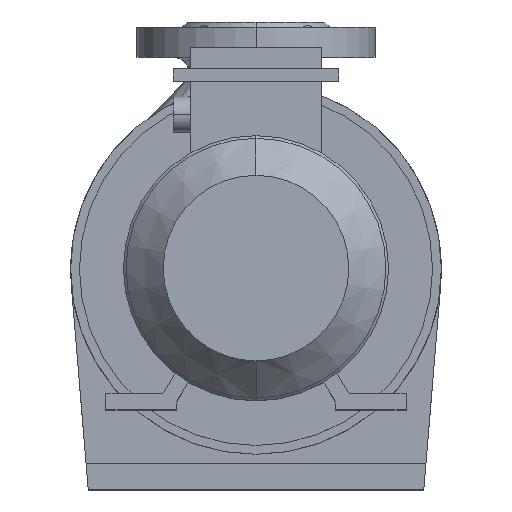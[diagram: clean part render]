
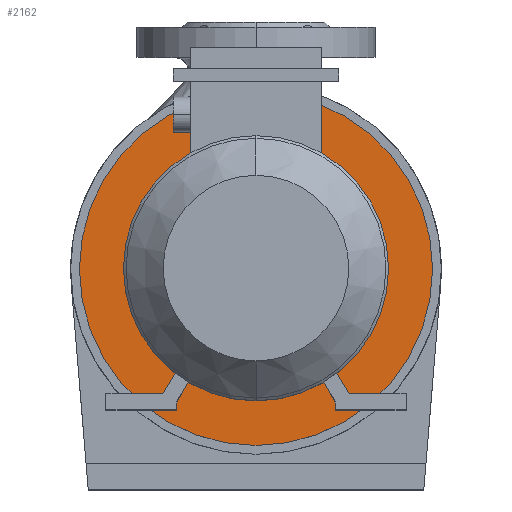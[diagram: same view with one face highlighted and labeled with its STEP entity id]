
A CAD part, top view. The second image highlights one B-rep face of the part: STEP entity #2162.
In plain terms, the highlighted planar face has unit normal (0, 0, 1).
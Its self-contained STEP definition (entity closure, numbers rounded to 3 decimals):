
#1352 = EDGE_CURVE ( 'NONE', #2888, #2941, #2429, .T. ) ;
#1360 = EDGE_CURVE ( 'NONE', #2916, #2944, #2402, .T. ) ;
#1443 = EDGE_CURVE ( 'NONE', #2944, #2916, #2465, .T. ) ;
#1459 = EDGE_CURVE ( 'NONE', #2941, #2888, #2332, .T. ) ;
#1881 = EDGE_LOOP ( 'NONE', ( #7427, #7428 ) ) ;
#1888 = EDGE_LOOP ( 'NONE', ( #7425, #7426 ) ) ;
#2162 = ADVANCED_FACE ( 'NONE', ( #7800, #8064 ), #10929, .F. ) ;
#2332 = CIRCLE ( 'NONE', #10373, 66.25 ) ;
#2402 = CIRCLE ( 'NONE', #10399, 100. ) ;
#2429 = CIRCLE ( 'NONE', #10402, 66.25 ) ;
#2465 = CIRCLE ( 'NONE', #10376, 100. ) ;
#2888 = VERTEX_POINT ( 'NONE', #12146 ) ;
#2916 = VERTEX_POINT ( 'NONE', #12174 ) ;
#2941 = VERTEX_POINT ( 'NONE', #12199 ) ;
#2944 = VERTEX_POINT ( 'NONE', #12202 ) ;
#4087 = CARTESIAN_POINT ( 'NONE',  ( 0., 0., 148. ) ) ;
#4088 = DIRECTION ( 'NONE',  ( 0., 0., -1. ) ) ;
#4089 = DIRECTION ( 'NONE',  ( 0., -1., 0. ) ) ;
#4104 = CARTESIAN_POINT ( 'NONE',  ( 0., 0., 148. ) ) ;
#4105 = DIRECTION ( 'NONE',  ( 0., 0., -1. ) ) ;
#4106 = DIRECTION ( 'NONE',  ( 0., -1., 0. ) ) ;
#4296 = CARTESIAN_POINT ( 'NONE',  ( 0., 0., 148. ) ) ;
#4297 = DIRECTION ( 'NONE',  ( 0., 0., -1. ) ) ;
#4298 = DIRECTION ( 'NONE',  ( 0., -1., 0. ) ) ;
#4327 = CARTESIAN_POINT ( 'NONE',  ( 0., 0., 148. ) ) ;
#4328 = DIRECTION ( 'NONE',  ( 0., 0., -1. ) ) ;
#4329 = DIRECTION ( 'NONE',  ( 0., -1., 0. ) ) ;
#7425 = ORIENTED_EDGE ( 'NONE', *, *, #1360, .F. ) ;
#7426 = ORIENTED_EDGE ( 'NONE', *, *, #1443, .F. ) ;
#7427 = ORIENTED_EDGE ( 'NONE', *, *, #1352, .T. ) ;
#7428 = ORIENTED_EDGE ( 'NONE', *, *, #1459, .T. ) ;
#7800 = FACE_OUTER_BOUND ( 'NONE', #1888, .T. ) ;
#8064 = FACE_BOUND ( 'NONE', #1881, .T. ) ;
#10274 = AXIS2_PLACEMENT_3D ( 'NONE', #10937, #10938, #10939 ) ;
#10373 = AXIS2_PLACEMENT_3D ( 'NONE', #4327, #4328, #4329 ) ;
#10376 = AXIS2_PLACEMENT_3D ( 'NONE', #4296, #4297, #4298 ) ;
#10399 = AXIS2_PLACEMENT_3D ( 'NONE', #4104, #4105, #4106 ) ;
#10402 = AXIS2_PLACEMENT_3D ( 'NONE', #4087, #4088, #4089 ) ;
#10929 = PLANE ( 'NONE',  #10274 ) ;
#10937 = CARTESIAN_POINT ( 'NONE',  ( 0., -100., 148. ) ) ;
#10938 = DIRECTION ( 'NONE',  ( 0., 0., -1. ) ) ;
#10939 = DIRECTION ( 'NONE',  ( 0., -1., 0. ) ) ;
#12146 = CARTESIAN_POINT ( 'NONE',  ( 0., -66.25, 148. ) ) ;
#12174 = CARTESIAN_POINT ( 'NONE',  ( 0., -100., 148. ) ) ;
#12199 = CARTESIAN_POINT ( 'NONE',  ( 0., 66.25, 148. ) ) ;
#12202 = CARTESIAN_POINT ( 'NONE',  ( 0., 100., 148. ) ) ;
